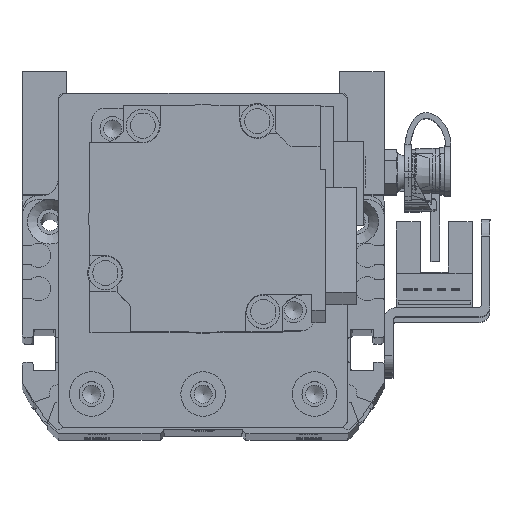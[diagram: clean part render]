
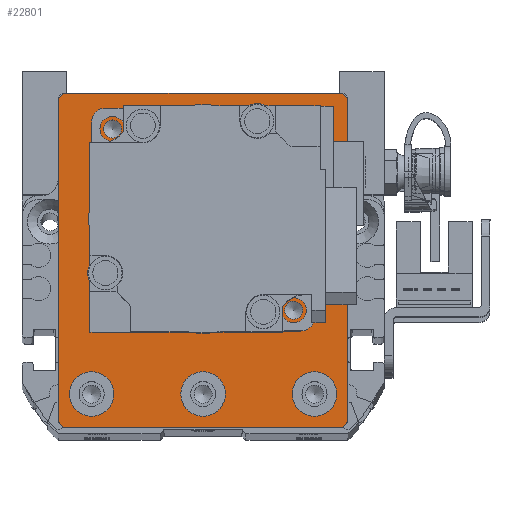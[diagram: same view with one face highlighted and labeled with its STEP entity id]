
A CAD part, top view. The second image highlights one B-rep face of the part: STEP entity #22801.
In plain terms, the highlighted planar face has unit normal (0, 0, 1).
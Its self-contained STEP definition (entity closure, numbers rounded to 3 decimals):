
#1297=FACE_BOUND('',#5038,.T.);
#1298=FACE_BOUND('',#5039,.T.);
#1299=FACE_BOUND('',#5040,.T.);
#1300=FACE_BOUND('',#5041,.T.);
#1301=FACE_BOUND('',#5042,.T.);
#1302=FACE_BOUND('',#5043,.T.);
#1303=FACE_BOUND('',#5044,.T.);
#1304=FACE_BOUND('',#5045,.T.);
#1823=PLANE('',#25447);
#3511=FACE_OUTER_BOUND('',#5037,.T.);
#5037=EDGE_LOOP('',(#21100,#21101,#21102,#21103,#21104,#21105,#21106,#21107));
#5038=EDGE_LOOP('',(#21108));
#5039=EDGE_LOOP('',(#21109));
#5040=EDGE_LOOP('',(#21110));
#5041=EDGE_LOOP('',(#21111));
#5042=EDGE_LOOP('',(#21112));
#5043=EDGE_LOOP('',(#21113));
#5044=EDGE_LOOP('',(#21114));
#5045=EDGE_LOOP('',(#21115));
#6800=LINE('',#40243,#8644);
#6806=LINE('',#40254,#8650);
#6813=LINE('',#40281,#8657);
#6816=LINE('',#40286,#8660);
#6817=LINE('',#40289,#8661);
#6820=LINE('',#40294,#8664);
#6821=LINE('',#40297,#8665);
#6843=LINE('',#40394,#8687);
#8644=VECTOR('',#31579,10.);
#8650=VECTOR('',#31587,10.);
#8657=VECTOR('',#31610,10.);
#8660=VECTOR('',#31615,10.);
#8661=VECTOR('',#31618,10.);
#8664=VECTOR('',#31623,10.);
#8665=VECTOR('',#31626,10.);
#8687=VECTOR('',#31742,10.);
#9885=CIRCLE('',#25410,4.);
#9888=CIRCLE('',#25416,4.);
#9891=CIRCLE('',#25422,4.);
#9893=CIRCLE('',#25427,1.621);
#9895=CIRCLE('',#25431,1.621);
#9897=CIRCLE('',#25435,1.621);
#9899=CIRCLE('',#25439,1.621);
#9902=CIRCLE('',#25445,15.);
#11853=VERTEX_POINT('',#40241);
#11854=VERTEX_POINT('',#40242);
#11858=VERTEX_POINT('',#40252);
#11870=VERTEX_POINT('',#40280);
#11871=VERTEX_POINT('',#40284);
#11872=VERTEX_POINT('',#40288);
#11873=VERTEX_POINT('',#40292);
#11874=VERTEX_POINT('',#40296);
#11881=VERTEX_POINT('',#40319);
#11884=VERTEX_POINT('',#40330);
#11887=VERTEX_POINT('',#40341);
#11890=VERTEX_POINT('',#40352);
#11893=VERTEX_POINT('',#40361);
#11896=VERTEX_POINT('',#40370);
#11899=VERTEX_POINT('',#40379);
#11902=VERTEX_POINT('',#40390);
#14926=EDGE_CURVE('',#11853,#11854,#6800,.T.);
#14932=EDGE_CURVE('',#11853,#11858,#6806,.T.);
#14945=EDGE_CURVE('',#11870,#11858,#6813,.T.);
#14948=EDGE_CURVE('',#11870,#11871,#6816,.T.);
#14949=EDGE_CURVE('',#11872,#11871,#6817,.T.);
#14952=EDGE_CURVE('',#11872,#11873,#6820,.T.);
#14953=EDGE_CURVE('',#11874,#11873,#6821,.T.);
#14963=EDGE_CURVE('',#11881,#11881,#9885,.T.);
#14968=EDGE_CURVE('',#11884,#11884,#9888,.T.);
#14973=EDGE_CURVE('',#11887,#11887,#9891,.T.);
#14978=EDGE_CURVE('',#11890,#11890,#9893,.T.);
#14982=EDGE_CURVE('',#11893,#11893,#9895,.T.);
#14986=EDGE_CURVE('',#11896,#11896,#9897,.T.);
#14990=EDGE_CURVE('',#11899,#11899,#9899,.T.);
#14996=EDGE_CURVE('',#11902,#11902,#9902,.T.);
#14997=EDGE_CURVE('',#11874,#11854,#6843,.T.);
#21100=ORIENTED_EDGE('',*,*,#14926,.F.);
#21101=ORIENTED_EDGE('',*,*,#14932,.T.);
#21102=ORIENTED_EDGE('',*,*,#14945,.F.);
#21103=ORIENTED_EDGE('',*,*,#14948,.T.);
#21104=ORIENTED_EDGE('',*,*,#14949,.F.);
#21105=ORIENTED_EDGE('',*,*,#14952,.T.);
#21106=ORIENTED_EDGE('',*,*,#14953,.F.);
#21107=ORIENTED_EDGE('',*,*,#14997,.T.);
#21108=ORIENTED_EDGE('',*,*,#14963,.T.);
#21109=ORIENTED_EDGE('',*,*,#14968,.T.);
#21110=ORIENTED_EDGE('',*,*,#14973,.T.);
#21111=ORIENTED_EDGE('',*,*,#14978,.T.);
#21112=ORIENTED_EDGE('',*,*,#14982,.T.);
#21113=ORIENTED_EDGE('',*,*,#14986,.T.);
#21114=ORIENTED_EDGE('',*,*,#14990,.T.);
#21115=ORIENTED_EDGE('',*,*,#14996,.T.);
#22801=ADVANCED_FACE('',(#3511,#1297,#1298,#1299,#1300,#1301,#1302,#1303,
#1304),#1823,.T.);
#25410=AXIS2_PLACEMENT_3D('',#40320,#31652,#31653);
#25416=AXIS2_PLACEMENT_3D('',#40331,#31666,#31667);
#25422=AXIS2_PLACEMENT_3D('',#40342,#31680,#31681);
#25427=AXIS2_PLACEMENT_3D('',#40353,#31693,#31694);
#25431=AXIS2_PLACEMENT_3D('',#40362,#31703,#31704);
#25435=AXIS2_PLACEMENT_3D('',#40371,#31713,#31714);
#25439=AXIS2_PLACEMENT_3D('',#40380,#31723,#31724);
#25445=AXIS2_PLACEMENT_3D('',#40392,#31738,#31739);
#25447=AXIS2_PLACEMENT_3D('',#40395,#31743,#31744);
#31579=DIRECTION('',(0.707,0.707,0.));
#31587=DIRECTION('',(0.,-1.,0.));
#31610=DIRECTION('',(-0.707,0.707,0.));
#31615=DIRECTION('',(1.,0.,0.));
#31618=DIRECTION('',(-0.707,-0.707,0.));
#31623=DIRECTION('',(0.,1.,0.));
#31626=DIRECTION('',(0.707,-0.707,0.));
#31652=DIRECTION('center_axis',(0.,0.,-1.));
#31653=DIRECTION('ref_axis',(1.,0.,0.));
#31666=DIRECTION('center_axis',(0.,0.,-1.));
#31667=DIRECTION('ref_axis',(1.,0.,0.));
#31680=DIRECTION('center_axis',(0.,0.,-1.));
#31681=DIRECTION('ref_axis',(1.,0.,0.));
#31693=DIRECTION('center_axis',(0.,0.,-1.));
#31694=DIRECTION('ref_axis',(1.,0.,0.));
#31703=DIRECTION('center_axis',(0.,0.,-1.));
#31704=DIRECTION('ref_axis',(1.,0.,0.));
#31713=DIRECTION('center_axis',(0.,0.,-1.));
#31714=DIRECTION('ref_axis',(1.,0.,0.));
#31723=DIRECTION('center_axis',(0.,0.,-1.));
#31724=DIRECTION('ref_axis',(1.,0.,0.));
#31738=DIRECTION('center_axis',(0.,0.,-1.));
#31739=DIRECTION('ref_axis',(-1.,0.,0.));
#31742=DIRECTION('',(-1.,0.,0.));
#31743=DIRECTION('center_axis',(0.,0.,1.));
#31744=DIRECTION('ref_axis',(1.,0.,0.));
#40241=CARTESIAN_POINT('',(-26.,29.,12.5));
#40242=CARTESIAN_POINT('',(-25.,30.,12.5));
#40243=CARTESIAN_POINT('',(-26.5,28.5,12.5));
#40252=CARTESIAN_POINT('',(-26.,-29.,12.5));
#40254=CARTESIAN_POINT('',(-26.,30.,12.5));
#40280=CARTESIAN_POINT('',(-25.,-30.,12.5));
#40281=CARTESIAN_POINT('',(-26.5,-28.5,12.5));
#40284=CARTESIAN_POINT('',(25.,-30.,12.5));
#40286=CARTESIAN_POINT('',(-26.,-30.,12.5));
#40288=CARTESIAN_POINT('',(26.,-29.,12.5));
#40289=CARTESIAN_POINT('',(26.5,-28.5,12.5));
#40292=CARTESIAN_POINT('',(26.,29.,12.5));
#40294=CARTESIAN_POINT('',(26.,-30.,12.5));
#40296=CARTESIAN_POINT('',(25.,30.,12.5));
#40297=CARTESIAN_POINT('',(26.5,28.5,12.5));
#40319=CARTESIAN_POINT('',(16.,-24.,12.5));
#40320=CARTESIAN_POINT('Origin',(20.,-24.,12.5));
#40330=CARTESIAN_POINT('',(-24.,-24.,12.5));
#40331=CARTESIAN_POINT('Origin',(-20.,-24.,12.5));
#40341=CARTESIAN_POINT('',(-4.,-24.,12.5));
#40342=CARTESIAN_POINT('Origin',(0.,-24.,12.5));
#40352=CARTESIAN_POINT('',(14.642,-8.963,12.5));
#40353=CARTESIAN_POINT('Origin',(16.263,-8.963,12.5));
#40361=CARTESIAN_POINT('',(-17.884,23.563,12.5));
#40362=CARTESIAN_POINT('Origin',(-16.263,23.563,12.5));
#40370=CARTESIAN_POINT('',(14.642,23.563,12.5));
#40371=CARTESIAN_POINT('Origin',(16.263,23.563,12.5));
#40379=CARTESIAN_POINT('',(-17.884,-8.963,12.5));
#40380=CARTESIAN_POINT('Origin',(-16.263,-8.963,12.5));
#40390=CARTESIAN_POINT('',(15.,7.3,12.5));
#40392=CARTESIAN_POINT('Origin',(0.,7.3,12.5));
#40394=CARTESIAN_POINT('',(26.,30.,12.5));
#40395=CARTESIAN_POINT('Origin',(0.,0.,12.5));
